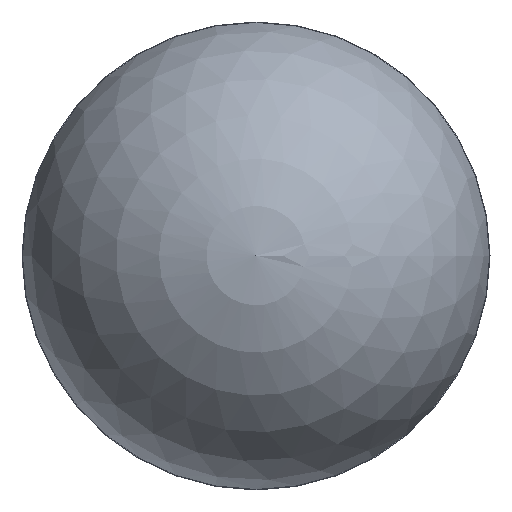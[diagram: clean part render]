
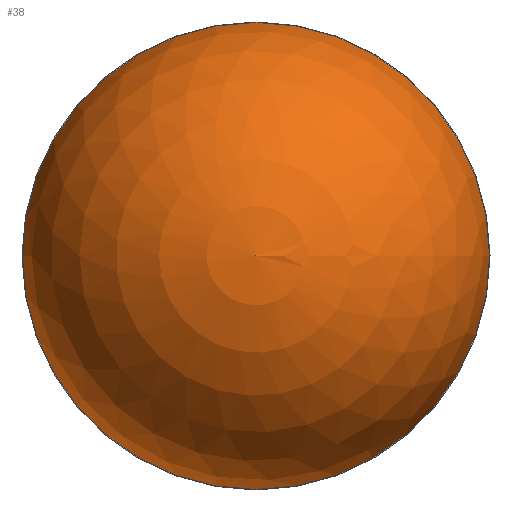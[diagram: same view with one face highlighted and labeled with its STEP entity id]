
A CAD part, top view. The second image highlights one B-rep face of the part: STEP entity #38.
In plain terms, the highlighted spherical face has radius 30 mm.
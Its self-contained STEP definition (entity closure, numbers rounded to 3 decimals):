
#38 = ADVANCED_FACE( '', ( #83 ), #84, .T. );
#83 = FACE_OUTER_BOUND( '', #146, .T. );
#84 = SPHERICAL_SURFACE( '', #147, 30. );
#146 = EDGE_LOOP( '', ( #203 ) );
#147 = AXIS2_PLACEMENT_3D( '', #204, #205, #206 );
#203 = ORIENTED_EDGE( '', *, *, #286, .F. );
#204 = CARTESIAN_POINT( '', ( 0., 0., 28. ) );
#205 = DIRECTION( '', ( 0., 0., 1. ) );
#206 = DIRECTION( '', ( 1., 0., 0. ) );
#286 = EDGE_CURVE( '', #314, #314, #315, .F. );
#314 = VERTEX_POINT( '', #354 );
#315 = CIRCLE( '', #355, 29.919 );
#354 = CARTESIAN_POINT( '', ( 29.919, 0., 30.205 ) );
#355 = AXIS2_PLACEMENT_3D( '', #393, #394, #395 );
#393 = CARTESIAN_POINT( '', ( 0., 0., 30.205 ) );
#394 = DIRECTION( '', ( 0., 0., 1. ) );
#395 = DIRECTION( '', ( 1., 0., 0. ) );
